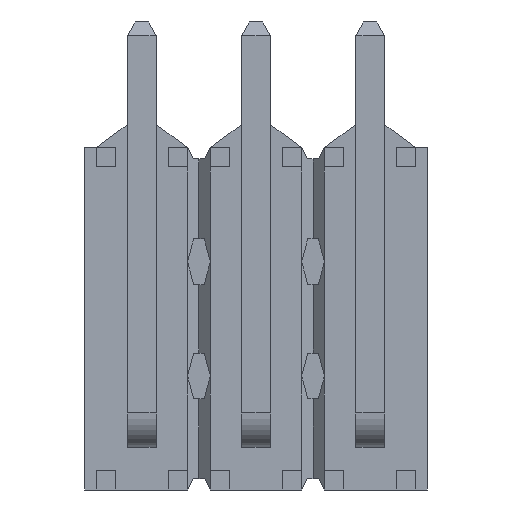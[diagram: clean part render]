
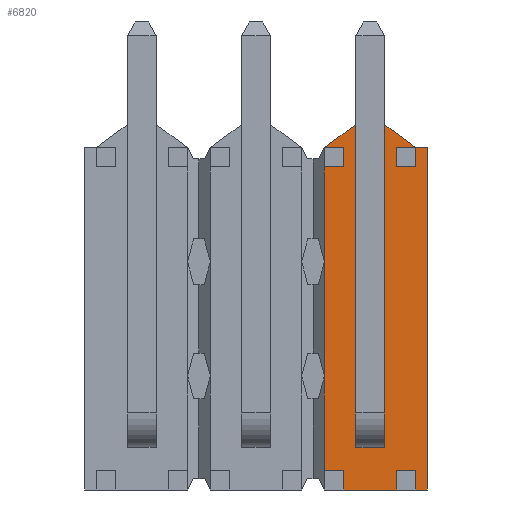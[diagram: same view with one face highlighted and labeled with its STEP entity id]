
A CAD part, front view. The second image highlights one B-rep face of the part: STEP entity #6820.
In plain terms, the highlighted planar face has unit normal (0, -1, 0).
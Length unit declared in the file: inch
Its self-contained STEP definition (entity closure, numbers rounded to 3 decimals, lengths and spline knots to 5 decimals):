
#665=ORIENTED_EDGE('',*,*,#2449,.F.);
#666=ORIENTED_EDGE('',*,*,#2309,.T.);
#667=ORIENTED_EDGE('',*,*,#2213,.T.);
#668=ORIENTED_EDGE('',*,*,#2305,.F.);
#669=ORIENTED_EDGE('',*,*,#2450,.F.);
#670=ORIENTED_EDGE('',*,*,#2274,.T.);
#671=ORIENTED_EDGE('',*,*,#2209,.T.);
#672=ORIENTED_EDGE('',*,*,#2435,.T.);
#673=ORIENTED_EDGE('',*,*,#2311,.T.);
#674=ORIENTED_EDGE('',*,*,#2272,.T.);
#675=ORIENTED_EDGE('',*,*,#2451,.T.);
#676=ORIENTED_EDGE('',*,*,#2301,.F.);
#677=ORIENTED_EDGE('',*,*,#2315,.T.);
#678=ORIENTED_EDGE('',*,*,#2452,.F.);
#679=ORIENTED_EDGE('',*,*,#2446,.F.);
#680=ORIENTED_EDGE('',*,*,#2453,.F.);
#681=ORIENTED_EDGE('',*,*,#2316,.T.);
#682=ORIENTED_EDGE('',*,*,#2307,.T.);
#683=ORIENTED_EDGE('',*,*,#2454,.T.);
#684=ORIENTED_EDGE('',*,*,#2127,.F.);
#685=ORIENTED_EDGE('',*,*,#2131,.F.);
#686=ORIENTED_EDGE('',*,*,#2137,.F.);
#687=ORIENTED_EDGE('',*,*,#2415,.F.);
#688=ORIENTED_EDGE('',*,*,#2332,.F.);
#689=ORIENTED_EDGE('',*,*,#2329,.F.);
#690=ORIENTED_EDGE('',*,*,#2326,.F.);
#691=ORIENTED_EDGE('',*,*,#2417,.F.);
#692=ORIENTED_EDGE('',*,*,#2342,.F.);
#693=ORIENTED_EDGE('',*,*,#2339,.F.);
#694=ORIENTED_EDGE('',*,*,#2336,.F.);
#695=ORIENTED_EDGE('',*,*,#2419,.F.);
#696=ORIENTED_EDGE('',*,*,#2352,.F.);
#697=ORIENTED_EDGE('',*,*,#2349,.F.);
#698=ORIENTED_EDGE('',*,*,#2346,.F.);
#2127=EDGE_CURVE('',#3092,#3093,#3727,.T.);
#2131=EDGE_CURVE('',#3096,#3092,#3731,.T.);
#2137=EDGE_CURVE('',#3101,#3096,#3737,.T.);
#2209=EDGE_CURVE('',#3154,#3153,#3809,.T.);
#2213=EDGE_CURVE('',#3158,#3157,#3813,.T.);
#2272=EDGE_CURVE('',#3198,#3197,#3872,.T.);
#2274=EDGE_CURVE('',#3199,#3154,#3874,.T.);
#2301=EDGE_CURVE('',#3215,#3216,#3901,.T.);
#2305=EDGE_CURVE('',#3217,#3157,#3905,.T.);
#2307=EDGE_CURVE('',#3219,#3218,#3907,.T.);
#2309=EDGE_CURVE('',#3220,#3158,#3909,.T.);
#2311=EDGE_CURVE('',#3221,#3198,#3911,.T.);
#2315=EDGE_CURVE('',#3215,#3224,#3915,.T.);
#2316=EDGE_CURVE('',#3094,#3219,#3916,.T.);
#2326=EDGE_CURVE('',#3230,#3231,#3926,.T.);
#2329=EDGE_CURVE('',#3231,#3233,#3929,.T.);
#2332=EDGE_CURVE('',#3233,#3235,#3932,.T.);
#2336=EDGE_CURVE('',#3238,#3239,#3936,.T.);
#2339=EDGE_CURVE('',#3239,#3241,#3939,.T.);
#2342=EDGE_CURVE('',#3241,#3243,#3942,.T.);
#2346=EDGE_CURVE('',#3246,#3247,#3946,.T.);
#2349=EDGE_CURVE('',#3247,#3249,#3949,.T.);
#2352=EDGE_CURVE('',#3249,#3251,#3952,.T.);
#2415=EDGE_CURVE('',#3235,#3230,#4015,.T.);
#2417=EDGE_CURVE('',#3243,#3238,#4017,.T.);
#2419=EDGE_CURVE('',#3251,#3246,#4019,.T.);
#2435=EDGE_CURVE('',#3153,#3221,#4035,.T.);
#2446=EDGE_CURVE('',#3307,#3308,#4046,.T.);
#2449=EDGE_CURVE('',#3220,#3101,#4049,.T.);
#2450=EDGE_CURVE('',#3199,#3217,#4050,.T.);
#2451=EDGE_CURVE('',#3197,#3216,#4051,.T.);
#2452=EDGE_CURVE('',#3308,#3224,#4052,.T.);
#2453=EDGE_CURVE('',#3094,#3307,#4053,.T.);
#2454=EDGE_CURVE('',#3218,#3093,#4054,.T.);
#3092=VERTEX_POINT('',#9456);
#3093=VERTEX_POINT('',#9458);
#3094=VERTEX_POINT('',#9460);
#3096=VERTEX_POINT('',#9466);
#3101=VERTEX_POINT('',#9478);
#3153=VERTEX_POINT('',#9611);
#3154=VERTEX_POINT('',#9613);
#3157=VERTEX_POINT('',#9619);
#3158=VERTEX_POINT('',#9621);
#3197=VERTEX_POINT('',#9739);
#3198=VERTEX_POINT('',#9741);
#3199=VERTEX_POINT('',#9745);
#3215=VERTEX_POINT('',#9799);
#3216=VERTEX_POINT('',#9800);
#3217=VERTEX_POINT('',#9805);
#3218=VERTEX_POINT('',#9809);
#3219=VERTEX_POINT('',#9811);
#3220=VERTEX_POINT('',#9815);
#3221=VERTEX_POINT('',#9819);
#3224=VERTEX_POINT('',#9825);
#3230=VERTEX_POINT('',#9848);
#3231=VERTEX_POINT('',#9850);
#3233=VERTEX_POINT('',#9856);
#3235=VERTEX_POINT('',#9862);
#3238=VERTEX_POINT('',#9869);
#3239=VERTEX_POINT('',#9871);
#3241=VERTEX_POINT('',#9877);
#3243=VERTEX_POINT('',#9883);
#3246=VERTEX_POINT('',#9890);
#3247=VERTEX_POINT('',#9892);
#3249=VERTEX_POINT('',#9898);
#3251=VERTEX_POINT('',#9904);
#3307=VERTEX_POINT('',#10087);
#3308=VERTEX_POINT('',#10088);
#3727=LINE('',#9457,#4671);
#3731=LINE('',#9465,#4675);
#3737=LINE('',#9477,#4681);
#3809=LINE('',#9612,#4753);
#3813=LINE('',#9620,#4757);
#3872=LINE('',#9740,#4816);
#3874=LINE('',#9744,#4818);
#3901=LINE('',#9798,#4845);
#3905=LINE('',#9806,#4849);
#3907=LINE('',#9810,#4851);
#3909=LINE('',#9814,#4853);
#3911=LINE('',#9818,#4855);
#3915=LINE('',#9826,#4859);
#3916=LINE('',#9828,#4860);
#3926=LINE('',#9849,#4870);
#3929=LINE('',#9855,#4873);
#3932=LINE('',#9861,#4876);
#3936=LINE('',#9870,#4880);
#3939=LINE('',#9876,#4883);
#3942=LINE('',#9882,#4886);
#3946=LINE('',#9891,#4890);
#3949=LINE('',#9897,#4893);
#3952=LINE('',#9903,#4896);
#4015=LINE('',#10035,#4959);
#4017=LINE('',#10038,#4961);
#4019=LINE('',#10041,#4963);
#4035=LINE('',#10065,#4979);
#4046=LINE('',#10086,#4990);
#4049=LINE('',#10092,#4993);
#4050=LINE('',#10093,#4994);
#4051=LINE('',#10094,#4995);
#4052=LINE('',#10095,#4996);
#4053=LINE('',#10096,#4997);
#4054=LINE('',#10097,#4998);
#4671=VECTOR('',#7635,39.37008);
#4675=VECTOR('',#7641,39.37008);
#4681=VECTOR('',#7649,39.37008);
#4753=VECTOR('',#7741,39.37008);
#4757=VECTOR('',#7745,39.37008);
#4816=VECTOR('',#7846,39.37008);
#4818=VECTOR('',#7850,39.37008);
#4845=VECTOR('',#7899,39.37008);
#4849=VECTOR('',#7905,39.37008);
#4851=VECTOR('',#7909,39.37008);
#4853=VECTOR('',#7913,39.37008);
#4855=VECTOR('',#7917,39.37008);
#4859=VECTOR('',#7921,39.37008);
#4860=VECTOR('',#7924,39.37008);
#4870=VECTOR('',#7944,39.37008);
#4873=VECTOR('',#7949,39.37008);
#4876=VECTOR('',#7954,39.37008);
#4880=VECTOR('',#7960,39.37008);
#4883=VECTOR('',#7965,39.37008);
#4886=VECTOR('',#7970,39.37008);
#4890=VECTOR('',#7976,39.37008);
#4893=VECTOR('',#7981,39.37008);
#4896=VECTOR('',#7986,39.37008);
#4959=VECTOR('',#8087,39.37008);
#4961=VECTOR('',#8091,39.37008);
#4963=VECTOR('',#8095,39.37008);
#4979=VECTOR('',#8127,39.37008);
#4990=VECTOR('',#8146,39.37008);
#4993=VECTOR('',#8151,39.37008);
#4994=VECTOR('',#8152,39.37008);
#4995=VECTOR('',#8153,39.37008);
#4996=VECTOR('',#8154,39.37008);
#4997=VECTOR('',#8155,39.37008);
#4998=VECTOR('',#8156,39.37008);
#5653=EDGE_LOOP('',(#665,#666,#667,#668,#669,#670,#671,#672,#673,#674,#675,
#676,#677,#678,#679,#680,#681,#682,#683,#684,#685,#686));
#5654=EDGE_LOOP('',(#687,#688,#689,#690));
#5655=EDGE_LOOP('',(#691,#692,#693,#694));
#5656=EDGE_LOOP('',(#695,#696,#697,#698));
#6063=FACE_BOUND('',#5653,.T.);
#6064=FACE_BOUND('',#5654,.T.);
#6065=FACE_BOUND('',#5655,.T.);
#6066=FACE_BOUND('',#5656,.T.);
#6464=PLANE('',#7220);
#6820=ADVANCED_FACE('',(#6063,#6064,#6065,#6066),#6464,.F.);
#7220=AXIS2_PLACEMENT_3D('',#10091,#8149,#8150);
#7635=DIRECTION('',(0.,0.,1.));
#7641=DIRECTION('',(0.,0.,1.));
#7649=DIRECTION('',(0.,0.,1.));
#7741=DIRECTION('',(1.,0.,0.));
#7745=DIRECTION('',(1.,0.,0.));
#7846=DIRECTION('',(0.,0.,-1.));
#7850=DIRECTION('',(0.,0.,-1.));
#7899=DIRECTION('',(0.,0.,-1.));
#7905=DIRECTION('',(0.,0.,-1.));
#7909=DIRECTION('',(0.,0.,-1.));
#7913=DIRECTION('',(0.,0.,-1.));
#7917=DIRECTION('',(-1.,0.,0.));
#7921=DIRECTION('',(1.,0.,0.));
#7924=DIRECTION('',(1.,0.,0.));
#7944=DIRECTION('',(1.,0.,0.));
#7949=DIRECTION('',(0.,0.,1.));
#7954=DIRECTION('',(-1.,0.,0.));
#7960=DIRECTION('',(1.,0.,0.));
#7965=DIRECTION('',(0.,0.,1.));
#7970=DIRECTION('',(-1.,0.,0.));
#7976=DIRECTION('',(1.,0.,0.));
#7981=DIRECTION('',(0.,0.,1.));
#7986=DIRECTION('',(-1.,0.,0.));
#8087=DIRECTION('',(0.,0.,-1.));
#8091=DIRECTION('',(0.,0.,-1.));
#8095=DIRECTION('',(0.,0.,-1.));
#8127=DIRECTION('',(0.,0.,1.));
#8146=DIRECTION('',(1.,0.,0.));
#8149=DIRECTION('',(0.,1.,0.));
#8150=DIRECTION('',(0.,0.,1.));
#8151=DIRECTION('',(-1.,0.,0.));
#8152=DIRECTION('',(-1.,0.,0.));
#8153=DIRECTION('',(-1.,0.,0.));
#8154=DIRECTION('',(0.805,0.,-0.594));
#8155=DIRECTION('',(0.805,0.,0.594));
#8156=DIRECTION('',(-1.,0.,0.));
#9456=CARTESIAN_POINT('',(0.06,0.02,0.05));
#9457=CARTESIAN_POINT('',(0.06,0.02,0.3));
#9458=CARTESIAN_POINT('',(0.06,0.02,0.133));
#9460=CARTESIAN_POINT('',(0.06,0.02,0.15));
#9465=CARTESIAN_POINT('',(0.06,0.02,0.3));
#9466=CARTESIAN_POINT('',(0.06,0.02,-0.05));
#9477=CARTESIAN_POINT('',(0.06,0.02,0.3));
#9478=CARTESIAN_POINT('',(0.06,0.02,-0.133));
#9611=CARTESIAN_POINT('',(0.15,0.02,-0.15));
#9612=CARTESIAN_POINT('',(0.15,0.02,-0.15));
#9613=CARTESIAN_POINT('',(0.14012,0.02,-0.15));
#9619=CARTESIAN_POINT('',(0.12312,0.02,-0.15));
#9620=CARTESIAN_POINT('',(0.15,0.02,-0.15));
#9621=CARTESIAN_POINT('',(0.07688,0.02,-0.15));
#9739=CARTESIAN_POINT('',(0.14012,0.02,0.133));
#9740=CARTESIAN_POINT('',(0.14012,0.02,0.3));
#9741=CARTESIAN_POINT('',(0.14012,0.02,0.15));
#9744=CARTESIAN_POINT('',(0.14012,0.02,0.3));
#9745=CARTESIAN_POINT('',(0.14012,0.02,-0.133));
#9798=CARTESIAN_POINT('',(0.12312,0.02,0.3));
#9799=CARTESIAN_POINT('',(0.12312,0.02,0.15));
#9800=CARTESIAN_POINT('',(0.12312,0.02,0.133));
#9805=CARTESIAN_POINT('',(0.12312,0.02,-0.133));
#9806=CARTESIAN_POINT('',(0.12312,0.02,0.3));
#9809=CARTESIAN_POINT('',(0.07688,0.02,0.133));
#9810=CARTESIAN_POINT('',(0.07688,0.02,0.3));
#9811=CARTESIAN_POINT('',(0.07688,0.02,0.15));
#9814=CARTESIAN_POINT('',(0.07688,0.02,0.3));
#9815=CARTESIAN_POINT('',(0.07688,0.02,-0.133));
#9818=CARTESIAN_POINT('',(-0.15,0.02,0.15));
#9819=CARTESIAN_POINT('',(0.15,0.02,0.15));
#9825=CARTESIAN_POINT('',(0.14,0.02,0.15));
#9826=CARTESIAN_POINT('',(-0.15,0.02,0.15));
#9828=CARTESIAN_POINT('',(-0.15,0.02,0.15));
#9848=CARTESIAN_POINT('',(0.0875,0.02,0.0875));
#9849=CARTESIAN_POINT('',(0.1125,0.02,0.0875));
#9850=CARTESIAN_POINT('',(0.1125,0.02,0.0875));
#9855=CARTESIAN_POINT('',(0.1125,0.02,0.1125));
#9856=CARTESIAN_POINT('',(0.1125,0.02,0.1125));
#9861=CARTESIAN_POINT('',(0.0875,0.02,0.1125));
#9862=CARTESIAN_POINT('',(0.0875,0.02,0.1125));
#9869=CARTESIAN_POINT('',(0.0875,0.02,-0.0125));
#9870=CARTESIAN_POINT('',(0.1125,0.02,-0.0125));
#9871=CARTESIAN_POINT('',(0.1125,0.02,-0.0125));
#9876=CARTESIAN_POINT('',(0.1125,0.02,0.0125));
#9877=CARTESIAN_POINT('',(0.1125,0.02,0.0125));
#9882=CARTESIAN_POINT('',(0.0875,0.02,0.0125));
#9883=CARTESIAN_POINT('',(0.0875,0.02,0.0125));
#9890=CARTESIAN_POINT('',(0.0875,0.02,-0.1125));
#9891=CARTESIAN_POINT('',(0.1125,0.02,-0.1125));
#9892=CARTESIAN_POINT('',(0.1125,0.02,-0.1125));
#9897=CARTESIAN_POINT('',(0.1125,0.02,-0.0875));
#9898=CARTESIAN_POINT('',(0.1125,0.02,-0.0875));
#9903=CARTESIAN_POINT('',(0.0875,0.02,-0.0875));
#9904=CARTESIAN_POINT('',(0.0875,0.02,-0.0875));
#10035=CARTESIAN_POINT('',(0.0875,0.02,0.0875));
#10038=CARTESIAN_POINT('',(0.0875,0.02,-0.0125));
#10041=CARTESIAN_POINT('',(0.0875,0.02,-0.1125));
#10065=CARTESIAN_POINT('',(0.15,0.02,0.15));
#10086=CARTESIAN_POINT('',(0.0871,0.02,0.17));
#10087=CARTESIAN_POINT('',(0.0871,0.02,0.17));
#10088=CARTESIAN_POINT('',(0.1129,0.02,0.17));
#10091=CARTESIAN_POINT('',(0.,0.02,0.));
#10092=CARTESIAN_POINT('',(0.3,0.02,-0.133));
#10093=CARTESIAN_POINT('',(0.3,0.02,-0.133));
#10094=CARTESIAN_POINT('',(0.3,0.02,0.133));
#10095=CARTESIAN_POINT('',(0.1129,0.02,0.17));
#10096=CARTESIAN_POINT('',(0.06,0.02,0.15));
#10097=CARTESIAN_POINT('',(0.3,0.02,0.133));
